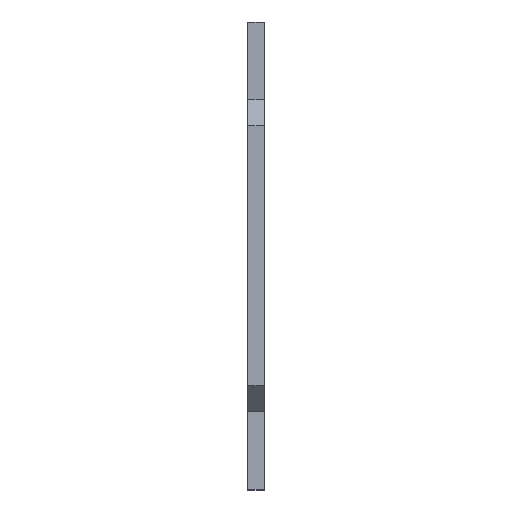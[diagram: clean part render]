
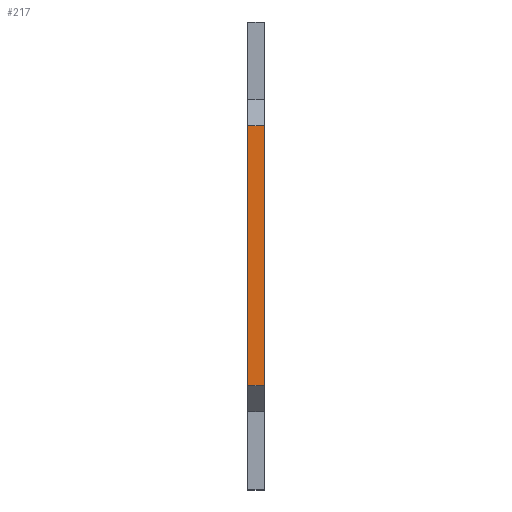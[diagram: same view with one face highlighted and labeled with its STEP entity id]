
A CAD part, top view. The second image highlights one B-rep face of the part: STEP entity #217.
In plain terms, the highlighted planar face has unit normal (0, 0, 1).
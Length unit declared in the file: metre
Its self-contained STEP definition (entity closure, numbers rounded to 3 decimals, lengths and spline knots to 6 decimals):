
#217 = ADVANCED_FACE( 'NONE', ( #561 ), #562, .F. );
#561 = FACE_OUTER_BOUND( '', #932, .T. );
#562 = PLANE( '', #933 );
#932 = EDGE_LOOP( '', ( #1572, #1573, #1574, #1575 ) );
#933 = AXIS2_PLACEMENT_3D( '', #1576, #1577, #1578 );
#1572 = ORIENTED_EDGE( '', *, *, #1978, .F. );
#1573 = ORIENTED_EDGE( '', *, *, #1791, .T. );
#1574 = ORIENTED_EDGE( '', *, *, #1878, .T. );
#1575 = ORIENTED_EDGE( '', *, *, #1922, .T. );
#1576 = CARTESIAN_POINT( '', ( 0.020261, 0., 0.0145 ) );
#1577 = DIRECTION( '', ( 0., 0., -1. ) );
#1578 = DIRECTION( '', ( 0., -1., 0. ) );
#1791 = EDGE_CURVE( 'NONE', #2096, #2094, #2097, .T. );
#1878 = EDGE_CURVE( 'NONE', #2094, #2260, #2262, .T. );
#1922 = EDGE_CURVE( 'NONE', #2260, #2328, #2330, .T. );
#1978 = EDGE_CURVE( 'NONE', #2096, #2328, #2433, .T. );
#2094 = VERTEX_POINT( 'NONE', #2557 );
#2096 = VERTEX_POINT( 'NONE', #2560 );
#2097 = LINE( '', #2561, #2562 );
#2260 = VERTEX_POINT( 'NONE', #2755 );
#2262 = LINE( '', #2758, #2759 );
#2328 = VERTEX_POINT( 'NONE', #2851 );
#2330 = LINE( '', #2854, #2855 );
#2433 = LINE( '', #2972, #2973 );
#2557 = CARTESIAN_POINT( '', ( -0.0215, 0.044, 0.0145 ) );
#2560 = CARTESIAN_POINT( '', ( -0.0215, 0.004, 0.0145 ) );
#2561 = CARTESIAN_POINT( '', ( -0.0215, 0., 0.0145 ) );
#2562 = VECTOR( '', #3107, 1. );
#2755 = CARTESIAN_POINT( '', ( -0.024, 0.044, 0.0145 ) );
#2758 = CARTESIAN_POINT( '', ( 0.020261, 0.044, 0.0145 ) );
#2759 = VECTOR( '', #3292, 1. );
#2851 = CARTESIAN_POINT( '', ( -0.024, 0.004, 0.0145 ) );
#2854 = CARTESIAN_POINT( '', ( -0.024, 0., 0.0145 ) );
#2855 = VECTOR( '', #3335, 1. );
#2972 = CARTESIAN_POINT( '', ( 0.020261, 0.004, 0.0145 ) );
#2973 = VECTOR( '', #3470, 1. );
#3107 = DIRECTION( '', ( 0., 1., 0. ) );
#3292 = DIRECTION( '', ( -1., 0., 0. ) );
#3335 = DIRECTION( '', ( 0., -1., 0. ) );
#3470 = DIRECTION( '', ( -1., 0., 0. ) );
